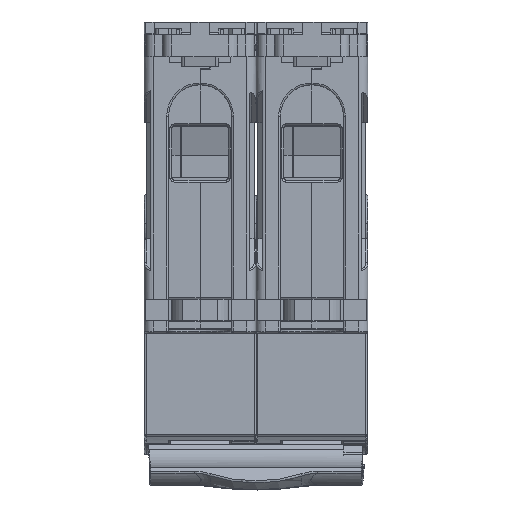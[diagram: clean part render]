
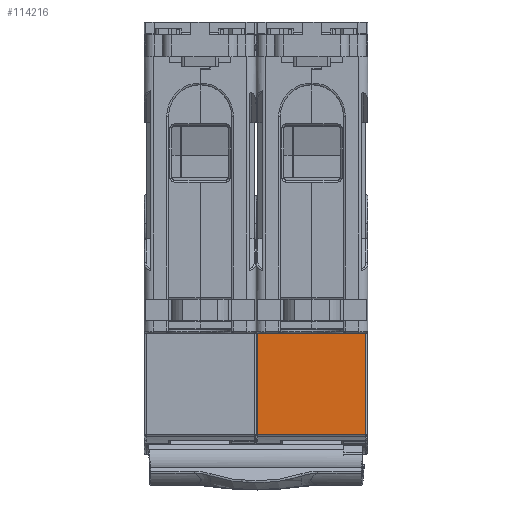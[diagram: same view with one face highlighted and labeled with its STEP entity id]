
A CAD part, left-side view. The second image highlights one B-rep face of the part: STEP entity #114216.
In plain terms, the highlighted planar face has unit normal (1, 0, 0).
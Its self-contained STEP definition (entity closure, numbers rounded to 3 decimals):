
#79794=DIRECTION('',(0.,-1.,0.));
#79795=VECTOR('',#79794,8.6);
#79796=CARTESIAN_POINT('',(-22.5,8.9,-198.3));
#79797=LINE('',#79796,#79795);
#83596=DIRECTION('',(0.,0.,-1.));
#83597=VECTOR('',#83596,16.116);
#83598=CARTESIAN_POINT('',(-22.5,17.5,-198.3));
#83599=LINE('',#83598,#83597);
#83607=CARTESIAN_POINT('',(-22.5,17.5,-198.3));
#86680=DIRECTION('',(0.,0.,1.));
#86681=VECTOR('',#86680,16.116);
#86682=CARTESIAN_POINT('',(-22.5,0.3,-214.416));
#86683=LINE('',#86682,#86681);
#86684=DIRECTION('',(0.,-1.,0.));
#86685=VECTOR('',#86684,8.6);
#86686=CARTESIAN_POINT('',(-22.5,17.5,-198.3));
#86687=LINE('',#86686,#86685);
#86688=DIRECTION('',(0.,-1.,0.));
#86689=VECTOR('',#86688,17.2);
#86690=CARTESIAN_POINT('',(-22.5,17.5,-214.416));
#86691=LINE('',#86690,#86689);
#92489=CARTESIAN_POINT('',(-22.5,8.9,-198.3));
#92491=VERTEX_POINT('',#92489);
#93327=CARTESIAN_POINT('',(-22.5,17.5,-214.416));
#93328=VERTEX_POINT('',#93327);
#93329=VERTEX_POINT('',#83607);
#94581=CARTESIAN_POINT('',(-22.5,0.3,-198.3));
#94582=VERTEX_POINT('',#94581);
#94583=CARTESIAN_POINT('',(-22.5,0.3,-214.416));
#94584=VERTEX_POINT('',#94583);
#114203=CARTESIAN_POINT('',(-22.5,8.9,-206.358));
#114204=DIRECTION('',(1.,0.,0.));
#114205=DIRECTION('',(0.,0.,1.));
#114206=AXIS2_PLACEMENT_3D('',#114203,#114204,#114205);
#114207=PLANE('',#114206);
#114208=ORIENTED_EDGE('',*,*,#109982,.F.);
#114209=ORIENTED_EDGE('',*,*,#110017,.T.);
#114211=ORIENTED_EDGE('',*,*,#114210,.T.);
#114212=ORIENTED_EDGE('',*,*,#114198,.T.);
#114213=ORIENTED_EDGE('',*,*,#104910,.F.);
#114214=EDGE_LOOP('',(#114208,#114209,#114211,#114212,#114213));
#114215=FACE_OUTER_BOUND('',#114214,.F.);
#114216=ADVANCED_FACE('',(#114215),#114207,.T.);
#104910=EDGE_CURVE('',#92491,#94582,#79797,.T.);
#109982=EDGE_CURVE('',#93329,#92491,#86687,.T.);
#110017=EDGE_CURVE('',#93329,#93328,#83599,.T.);
#114198=EDGE_CURVE('',#94584,#94582,#86683,.T.);
#114210=EDGE_CURVE('',#93328,#94584,#86691,.T.);
